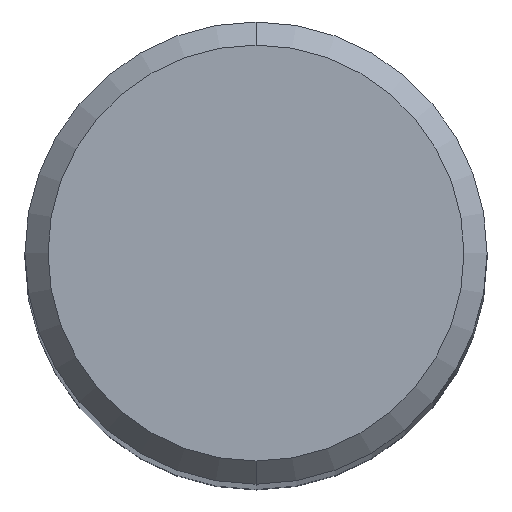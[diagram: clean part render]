
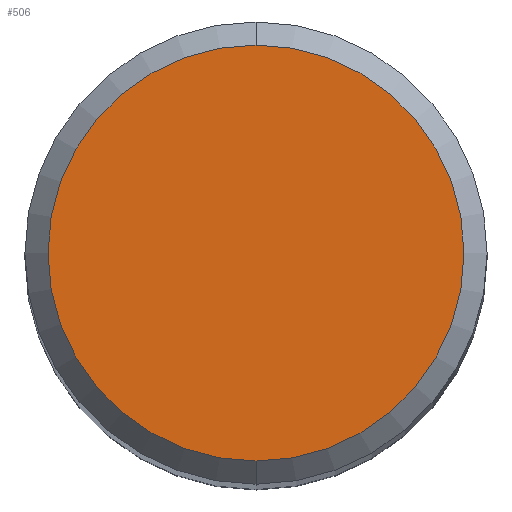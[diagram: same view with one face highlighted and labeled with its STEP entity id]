
A CAD part, top view. The second image highlights one B-rep face of the part: STEP entity #506.
In plain terms, the highlighted planar face has unit normal (0, 0, 1).
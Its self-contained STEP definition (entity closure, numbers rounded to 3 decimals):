
#236=EDGE_CURVE('',#520,#380,#605,.T.);
#282=EDGE_CURVE('',#380,#520,#653,.T.);
#380=VERTEX_POINT('',#758);
#506=ADVANCED_FACE('',(#905),#906,.T.);
#520=VERTEX_POINT('',#921);
#605=CIRCLE('',#1040,7.2);
#653=CIRCLE('',#1171,7.2);
#758=CARTESIAN_POINT('',(0.,-7.2,0.0));
#905=FACE_OUTER_BOUND('',#1682,.T.);
#906=PLANE('',#1683);
#921=CARTESIAN_POINT('',(0.0,7.2,0.0));
#1040=AXIS2_PLACEMENT_3D('',#1785,#1786,#1787);
#1171=AXIS2_PLACEMENT_3D('',#1823,#1824,#1825);
#1682=EDGE_LOOP('',(#2120,#2121));
#1683=AXIS2_PLACEMENT_3D('',#2122,#2123,#2124);
#1785=CARTESIAN_POINT('',(0.0,0.0,0.0));
#1786=DIRECTION('',(0.0,0.0,-1.0));
#1787=DIRECTION('',(0.0,1.0,0.0));
#1823=CARTESIAN_POINT('',(0.0,0.0,0.0));
#1824=DIRECTION('',(0.0,0.0,-1.0));
#1825=DIRECTION('',(0.0,1.0,0.0));
#2120=ORIENTED_EDGE('',*,*,#236,.F.);
#2121=ORIENTED_EDGE('',*,*,#282,.F.);
#2122=CARTESIAN_POINT('',(0.0,3.6,0.0));
#2123=DIRECTION('',(-0.0,0.0,1.0));
#2124=DIRECTION('',(0.0,-1.0,0.0));
